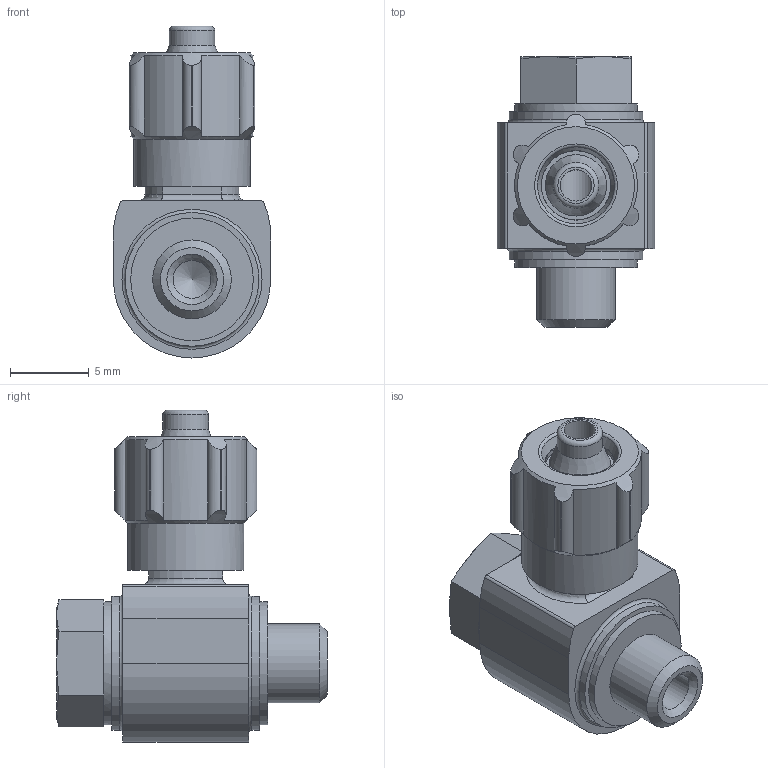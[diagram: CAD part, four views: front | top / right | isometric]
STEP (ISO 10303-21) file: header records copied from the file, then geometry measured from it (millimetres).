
FILE_DESCRIPTION(/* description */ ('STEP AP214'),/* implementation_level */ '2;1');
FILE_NAME(/* name */ '4468_LCK-M5-PK-3',/* time_stamp */ '2024-08-22T14:31:45+02:00',/* author */ ('License CC BY-ND 4.0'),/* organization */ ('CADENAS'),/* preprocessor_version */ 'ST-DEVELOPER v19.3',/* originating_system */ 'PARTsolutions',/* authorisation */ ' ');
FILE_SCHEMA (('AUTOMOTIVE_DESIGN {1 0 10303 214 3 1 1}'));
Length unit declared in the file: millimetre
Products named in the file (1): 4468 LCK-M5-PK-3
Bounding box: 10 x 17.2 x 21.1 mm (x, y, z)
Volume: 1372.9 mm3; surface area: 1129.3 mm2
Topology: 1 solids, 1 shells, 98 faces, 231 edges, 143 vertices
Faces by surface type: cylinder 44, plane 34, cone 13, torus 7
Full cylindrical faces by diameter (mm): 2 x1, 2.4 x1, 2.9 x1, 3.9 x1, 4.4 x1, 5 x1, 7.4 x1, 7.8 x2, 8.5 x2
Entity records: 2733 total; most frequent: CARTESIAN_POINT 598, DIRECTION 444, ORIENTED_EDGE 400, EDGE_CURVE 200, AXIS2_PLACEMENT_3D 186, VERTEX_POINT 137, FACE_BOUND 133, EDGE_LOOP 132
